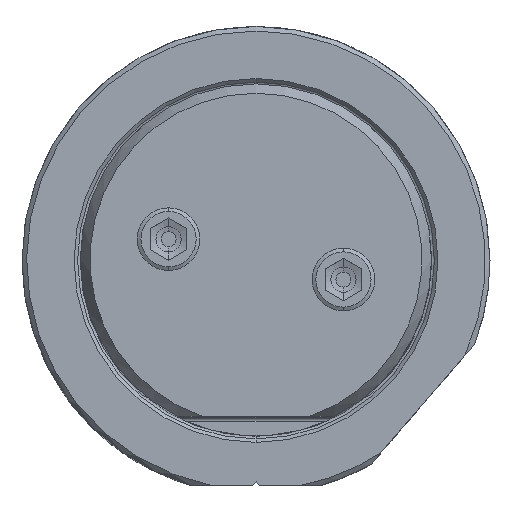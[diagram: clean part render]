
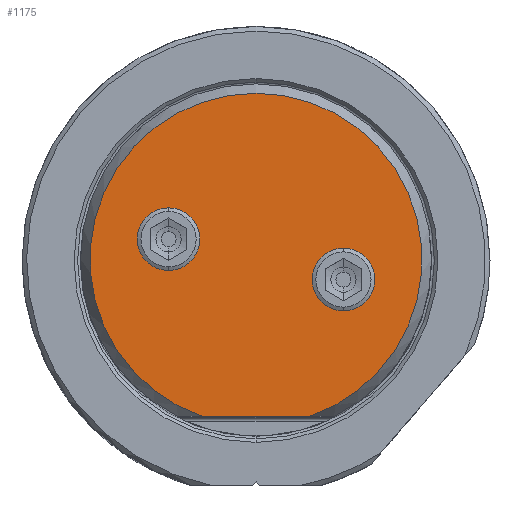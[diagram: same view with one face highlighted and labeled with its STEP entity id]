
A CAD part, top view. The second image highlights one B-rep face of the part: STEP entity #1175.
In plain terms, the highlighted planar face has unit normal (0, 0, 1).
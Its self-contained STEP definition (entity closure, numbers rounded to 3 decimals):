
#88=FACE_BOUND('',#1862,.T.);
#89=FACE_BOUND('',#1863,.T.);
#90=FACE_BOUND('',#1864,.T.);
#190=PLANE('',#6190);
#404=LINE('',#12060,#724);
#724=VECTOR('',#7359,1.);
#1175=ADVANCED_FACE('',(#88,#89,#90),#190,.T.);
#1862=EDGE_LOOP('',(#3108,#3109,#3110));
#1863=EDGE_LOOP('',(#3111,#3112));
#1864=EDGE_LOOP('',(#3113,#3114));
#3108=ORIENTED_EDGE('',*,*,#5030,.T.);
#3109=ORIENTED_EDGE('',*,*,#5033,.T.);
#3110=ORIENTED_EDGE('',*,*,#5031,.T.);
#3111=ORIENTED_EDGE('',*,*,#5036,.T.);
#3112=ORIENTED_EDGE('',*,*,#5037,.T.);
#3113=ORIENTED_EDGE('',*,*,#5038,.T.);
#3114=ORIENTED_EDGE('',*,*,#5039,.T.);
#4326=VERTEX_POINT('',#12050);
#4327=VERTEX_POINT('',#12052);
#4328=VERTEX_POINT('',#12054);
#4329=VERTEX_POINT('',#12067);
#4330=VERTEX_POINT('',#12068);
#4331=VERTEX_POINT('',#12071);
#4332=VERTEX_POINT('',#12072);
#5030=EDGE_CURVE('',#4327,#4326,#5546,.T.);
#5031=EDGE_CURVE('',#4328,#4327,#5547,.T.);
#5033=EDGE_CURVE('',#4326,#4328,#404,.T.);
#5036=EDGE_CURVE('',#4329,#4330,#5548,.T.);
#5037=EDGE_CURVE('',#4330,#4329,#5549,.T.);
#5038=EDGE_CURVE('',#4331,#4332,#5550,.T.);
#5039=EDGE_CURVE('',#4332,#4331,#5551,.T.);
#5546=CIRCLE('',#6180,18.022);
#5547=CIRCLE('',#6181,18.022);
#5548=CIRCLE('',#6186,3.4);
#5549=CIRCLE('',#6187,3.4);
#5550=CIRCLE('',#6188,3.4);
#5551=CIRCLE('',#6189,3.4);
#6180=AXIS2_PLACEMENT_3D('',#12051,#7353,#7354);
#6181=AXIS2_PLACEMENT_3D('',#12053,#7355,#7356);
#6186=AXIS2_PLACEMENT_3D('',#12066,#7368,#7369);
#6187=AXIS2_PLACEMENT_3D('',#12069,#7370,#7371);
#6188=AXIS2_PLACEMENT_3D('',#12070,#7372,#7373);
#6189=AXIS2_PLACEMENT_3D('',#12073,#7374,#7375);
#6190=AXIS2_PLACEMENT_3D('',#12074,#7376,#7377);
#7353=DIRECTION('',(0.,0.,1.));
#7354=DIRECTION('',(0.,1.,0.));
#7355=DIRECTION('',(0.,0.,1.));
#7356=DIRECTION('',(0.324,-0.946,0.));
#7359=DIRECTION('',(1.,0.,0.));
#7368=DIRECTION('',(0.,0.,-1.));
#7369=DIRECTION('',(1.,0.,0.));
#7370=DIRECTION('',(0.,0.,-1.));
#7371=DIRECTION('',(-1.,0.,0.));
#7372=DIRECTION('',(0.,0.,-1.));
#7373=DIRECTION('',(1.,0.,0.));
#7374=DIRECTION('',(0.,0.,-1.));
#7375=DIRECTION('',(-1.,0.,0.));
#7376=DIRECTION('',(0.,0.,1.));
#7377=DIRECTION('',(1.,0.,0.));
#12050=CARTESIAN_POINT('',(-5.839,-17.05,69.85));
#12051=CARTESIAN_POINT('',(0.,0.,69.85));
#12052=CARTESIAN_POINT('',(0.,18.022,69.85));
#12053=CARTESIAN_POINT('',(0.,0.,69.85));
#12054=CARTESIAN_POINT('',(5.839,-17.05,69.85));
#12060=CARTESIAN_POINT('',(-5.839,-17.05,69.85));
#12066=CARTESIAN_POINT('',(9.493,-2.191,69.85));
#12067=CARTESIAN_POINT('',(12.893,-2.191,69.85));
#12068=CARTESIAN_POINT('',(6.093,-2.191,69.85));
#12069=CARTESIAN_POINT('',(9.493,-2.191,69.85));
#12070=CARTESIAN_POINT('',(-9.493,2.191,69.85));
#12071=CARTESIAN_POINT('',(-6.093,2.191,69.85));
#12072=CARTESIAN_POINT('',(-12.893,2.191,69.85));
#12073=CARTESIAN_POINT('',(-9.493,2.191,69.85));
#12074=CARTESIAN_POINT('',(0.,0.487,69.85));
